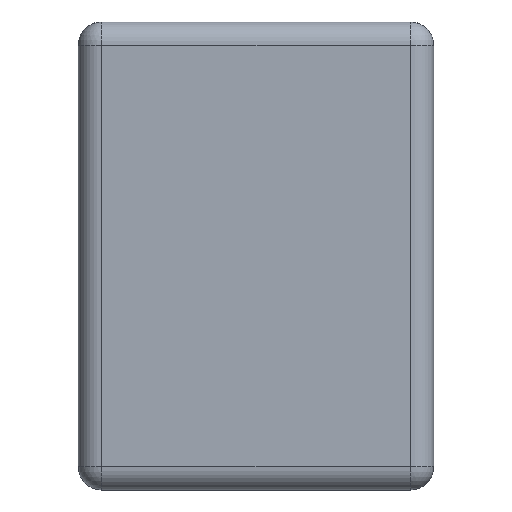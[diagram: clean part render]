
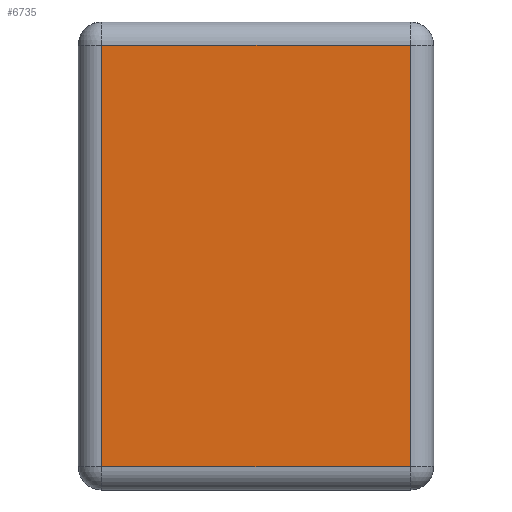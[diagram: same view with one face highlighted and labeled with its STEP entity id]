
A CAD part, left-side view. The second image highlights one B-rep face of the part: STEP entity #6735.
In plain terms, the highlighted planar face has unit normal (-1, 0, 0).
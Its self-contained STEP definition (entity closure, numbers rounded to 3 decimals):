
#10 = DIRECTION ( 'NONE',  ( 0., 0., -1. ) ) ;
#678 = DIRECTION ( 'NONE',  ( 1., 0., 0. ) ) ;
#830 = EDGE_CURVE ( 'NONE', #6608, #6101, #5509, .T. ) ;
#1326 = CARTESIAN_POINT ( 'NONE',  ( -0.5, 0.025, 0.225 ) ) ;
#1402 = EDGE_CURVE ( 'NONE', #7381, #5947, #5353, .T. ) ;
#2571 = FACE_OUTER_BOUND ( 'NONE', #5545, .T. ) ;
#2656 = VECTOR ( 'NONE', #11162, 1000. ) ;
#3038 = EDGE_CURVE ( 'NONE', #5947, #6608, #5391, .T. ) ;
#3706 = DIRECTION ( 'NONE',  ( 0., 1., 0. ) ) ;
#4355 = ORIENTED_EDGE ( 'NONE', *, *, #1402, .T. ) ;
#4591 = PLANE ( 'NONE',  #11363 ) ;
#5317 = CARTESIAN_POINT ( 'NONE',  ( -0.5, 0.38, -0.225 ) ) ;
#5353 = LINE ( 'NONE', #10242, #10527 ) ;
#5391 = LINE ( 'NONE', #7682, #5602 ) ;
#5509 = LINE ( 'NONE', #5317, #2656 ) ;
#5545 = EDGE_LOOP ( 'NONE', ( #7008, #8484, #12532, #4355 ) ) ;
#5602 = VECTOR ( 'NONE', #10, 1000. ) ;
#5947 = VERTEX_POINT ( 'NONE', #10700 ) ;
#6101 = VERTEX_POINT ( 'NONE', #8450 ) ;
#6608 = VERTEX_POINT ( 'NONE', #11086 ) ;
#6735 = ADVANCED_FACE ( 'NONE', ( #2571 ), #4591, .F. ) ;
#7008 = ORIENTED_EDGE ( 'NONE', *, *, #3038, .T. ) ;
#7364 = DIRECTION ( 'NONE',  ( 0., 0., 1. ) ) ;
#7381 = VERTEX_POINT ( 'NONE', #1326 ) ;
#7682 = CARTESIAN_POINT ( 'NONE',  ( -0.5, 0.355, 0.25 ) ) ;
#8268 = DIRECTION ( 'NONE',  ( 0., 1., 0. ) ) ;
#8450 = CARTESIAN_POINT ( 'NONE',  ( -0.5, 0.025, -0.225 ) ) ;
#8484 = ORIENTED_EDGE ( 'NONE', *, *, #830, .T. ) ;
#9322 = LINE ( 'NONE', #9447, #11393 ) ;
#9447 = CARTESIAN_POINT ( 'NONE',  ( -0.5, 0.025, 0.25 ) ) ;
#9490 = CARTESIAN_POINT ( 'NONE',  ( -0.5, 0.38, 0.25 ) ) ;
#10242 = CARTESIAN_POINT ( 'NONE',  ( -0.5, 0.38, 0.225 ) ) ;
#10527 = VECTOR ( 'NONE', #8268, 1000. ) ;
#10700 = CARTESIAN_POINT ( 'NONE',  ( -0.5, 0.355, 0.225 ) ) ;
#11086 = CARTESIAN_POINT ( 'NONE',  ( -0.5, 0.355, -0.225 ) ) ;
#11162 = DIRECTION ( 'NONE',  ( 0., -1., 0. ) ) ;
#11165 = EDGE_CURVE ( 'NONE', #6101, #7381, #9322, .T. ) ;
#11363 = AXIS2_PLACEMENT_3D ( 'NONE', #9490, #678, #3706 ) ;
#11393 = VECTOR ( 'NONE', #7364, 1000. ) ;
#12532 = ORIENTED_EDGE ( 'NONE', *, *, #11165, .T. ) ;
